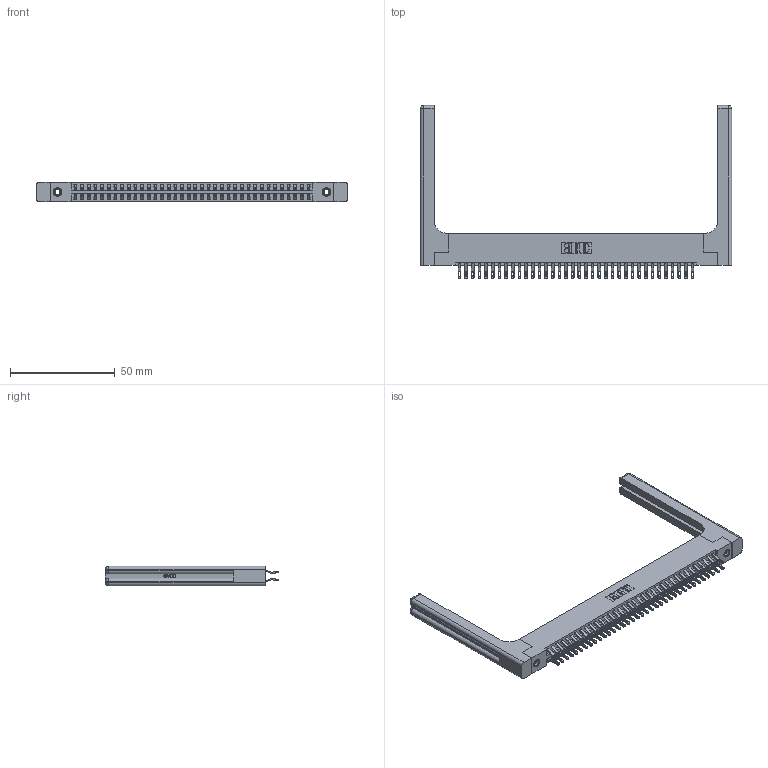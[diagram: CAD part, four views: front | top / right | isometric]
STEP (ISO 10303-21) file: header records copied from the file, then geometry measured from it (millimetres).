
FILE_DESCRIPTION (( 'STEP AP203' ), '1' );
FILE_NAME ('346-072-555-258.STEP', '2022-05-25T00:23:37', ( '' ), ( '' ), 'SwSTEP 2.0', 'SolidWorks 2020', '' );
FILE_SCHEMA (( 'CONFIG_CONTROL_DESIGN' ));
Length unit declared in the file: inch
Products named in the file (5): 345-292-001_555 Tail; 346 Part_Flush Mounting Lugs - 0.156 Dia-TH; 345-250-001_345-250-001-102; 346-072-555-258; 346-220-058_345-220-058
Assembly tree (77 placements, depth 2):
  346-072-555-258
    346 Part_Flush Mounting Lugs - 0.156 Dia-TH
    345-292-001_555 Tail  x72
    345-250-001_345-250-001-102  x2
    346-220-058_345-220-058  x2
Bounding box: 148.36 x 82.42 x 9.4 mm (x, y, z)
Volume: 22105.5 mm3; surface area: 25741.6 mm2
Topology: 77 solids, 77 shells, 4568 faces, 14207 edges, 9450 vertices
Faces by surface type: plane 2614, cylinder 1894, bspline 36, cone 12, sphere 8, torus 4
Entity records: 30226 total; most frequent: CARTESIAN_POINT 6037, ORIENTED_EDGE 4736, DIRECTION 4272, EDGE_CURVE 2368, LINE 1980, VECTOR 1980, VERTEX_POINT 1570, AXIS2_PLACEMENT_3D 1146
